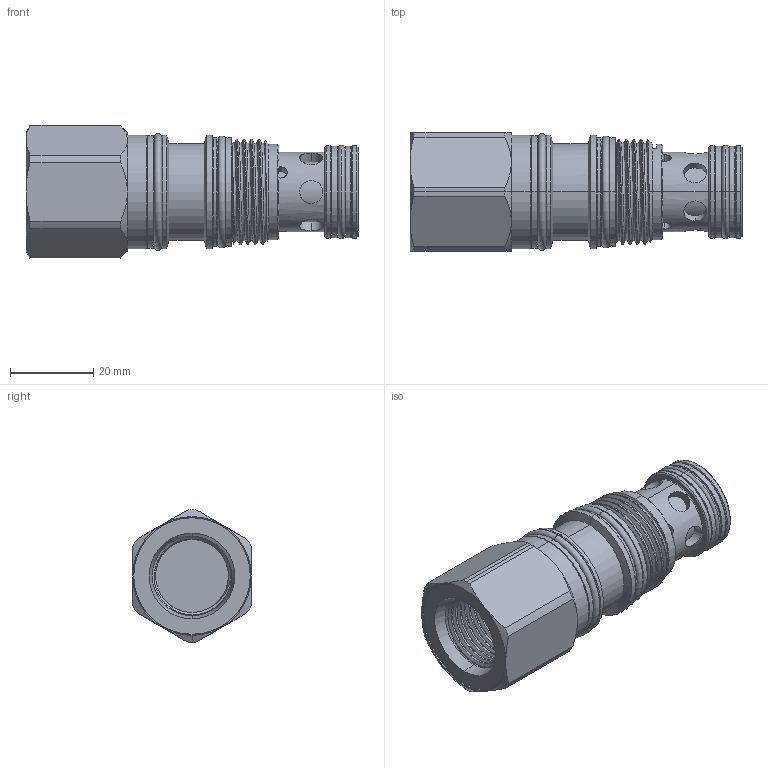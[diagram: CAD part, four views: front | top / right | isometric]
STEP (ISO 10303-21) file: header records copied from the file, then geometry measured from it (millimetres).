
FILE_DESCRIPTION (( 'STEP AP203' ), '1' );
FILE_NAME ('LO2A3D-8W.STEP', '2016-05-31T05:12:23', ( '' ), ( '' ), 'SwSTEP 2.0', 'SolidWorks 2012', '' );
FILE_SCHEMA (( 'CONFIG_CONTROL_DESIGN' ));
Length unit declared in the file: millimetre
Products named in the file (1): LO2A3D-8W
Bounding box: 79.8 x 28.57 x 31.8 mm (x, y, z)
Volume: 35317.4 mm3; surface area: 12895.1 mm2
Topology: 3 solids, 3 shells, 256 faces, 586 edges, 362 vertices
Faces by surface type: cylinder 122, plane 50, cone 48, torus 30, bspline 6
Entity records: 10723 total; most frequent: CARTESIAN_POINT 5028, DIRECTION 1190, ORIENTED_EDGE 1172, EDGE_CURVE 586, AXIS2_PLACEMENT_3D 505, VERTEX_POINT 362, EDGE_LOOP 286, FACE_OUTER_BOUND 256
